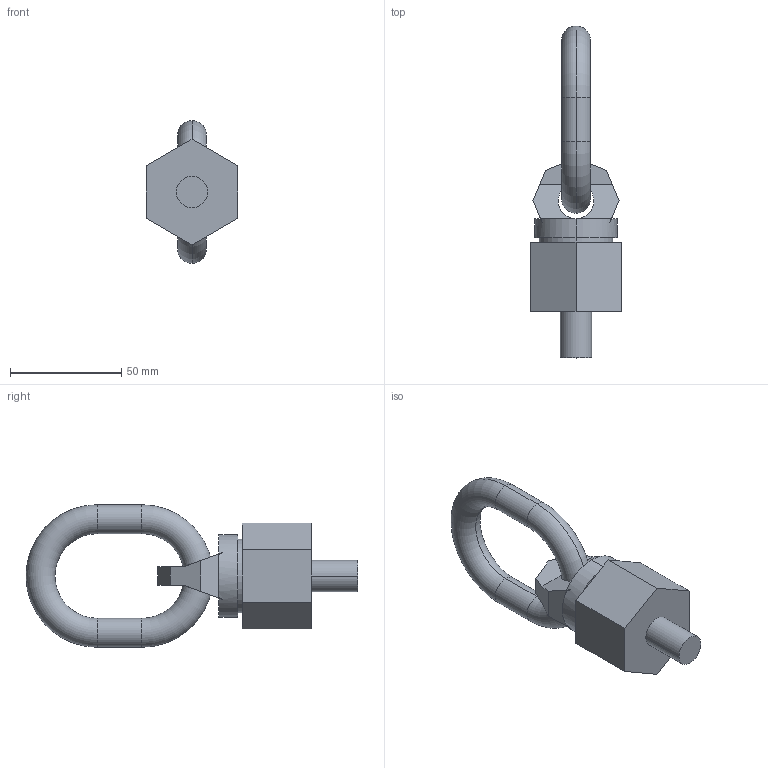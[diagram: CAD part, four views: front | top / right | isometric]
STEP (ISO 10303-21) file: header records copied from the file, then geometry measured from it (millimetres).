
FILE_DESCRIPTION((''),'2;1');
FILE_NAME('001-M32371-P2','2015-01-30T',('Roland.Jakubetz'),(''),'PRO/ENGINEER BY PARAMETRIC TECHNOLOGY CORPORATION, 2010140','PRO/ENGINEER BY PARAMETRIC TECHNOLOGY CORPORATION, 2010140','');
FILE_SCHEMA(('CONFIG_CONTROL_DESIGN'));
Length unit declared in the file: millimetre
Products named in the file (1): 001-M32371-P2
Bounding box: 41 x 149.02 x 64 mm (x, y, z)
Volume: 92914.1 mm3; surface area: 20218.2 mm2
Topology: 2 solids, 2 shells, 42 faces, 105 edges, 66 vertices
Faces by surface type: plane 26, cylinder 12, torus 4
Entity records: 1397 total; most frequent: CARTESIAN_POINT 345, ORIENTED_EDGE 210, DIRECTION 209, EDGE_CURVE 105, AXIS2_PLACEMENT_3D 74, VERTEX_POINT 66, VECTOR 61, LINE 61
